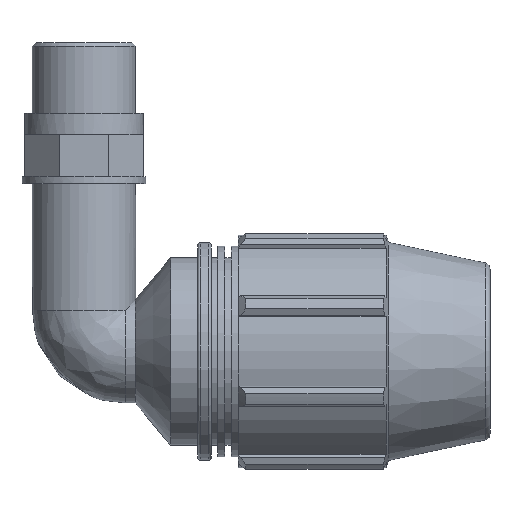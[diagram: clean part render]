
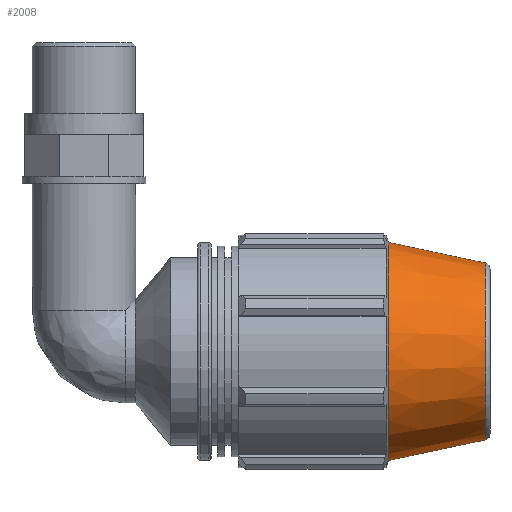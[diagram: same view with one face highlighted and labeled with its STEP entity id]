
A CAD part, top view. The second image highlights one B-rep face of the part: STEP entity #2008.
In plain terms, the highlighted conical face has half-angle 12 degrees and reference radius 25.163 mm.
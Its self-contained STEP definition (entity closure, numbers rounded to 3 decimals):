
#59=CONICAL_SURFACE('',#2220,25.163,12.);
#78=FACE_BOUND('',#378,.T.);
#238=FACE_OUTER_BOUND('',#377,.T.);
#377=EDGE_LOOP('',(#1763));
#378=EDGE_LOOP('',(#1764));
#783=CIRCLE('',#2175,27.926);
#790=CIRCLE('',#2218,22.669);
#972=VERTEX_POINT('',#3414);
#979=VERTEX_POINT('',#3485);
#1228=EDGE_CURVE('',#972,#972,#783,.T.);
#1256=EDGE_CURVE('',#979,#979,#790,.T.);
#1763=ORIENTED_EDGE('',*,*,#1228,.T.);
#1764=ORIENTED_EDGE('',*,*,#1256,.F.);
#2008=ADVANCED_FACE('',(#238,#78),#59,.T.);
#2175=AXIS2_PLACEMENT_3D('',#3415,#2668,#2669);
#2218=AXIS2_PLACEMENT_3D('',#3486,#2775,#2776);
#2220=AXIS2_PLACEMENT_3D('',#3489,#2779,#2780);
#2668=DIRECTION('center_axis',(1.,0.,0.));
#2669=DIRECTION('ref_axis',(0.,0.,-1.));
#2775=DIRECTION('center_axis',(1.,0.,0.));
#2776=DIRECTION('ref_axis',(0.,-1.,0.));
#2779=DIRECTION('center_axis',(-1.,0.,0.));
#2780=DIRECTION('ref_axis',(0.,1.,0.));
#3414=CARTESIAN_POINT('',(78.,27.926,0.));
#3415=CARTESIAN_POINT('Origin',(78.,0.,0.));
#3485=CARTESIAN_POINT('',(102.733,22.669,0.));
#3486=CARTESIAN_POINT('Origin',(102.733,0.,0.));
#3489=CARTESIAN_POINT('Origin',(91.,0.,0.));
